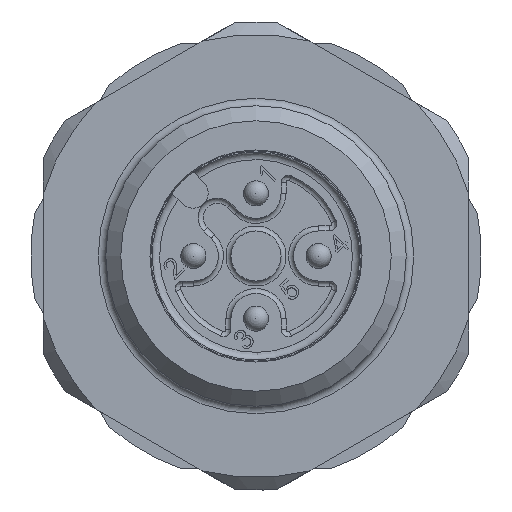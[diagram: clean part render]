
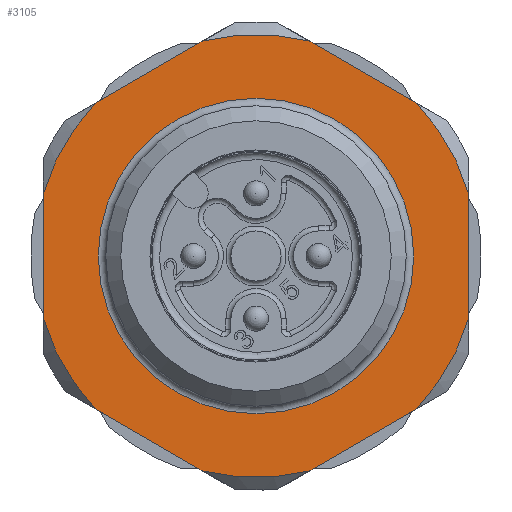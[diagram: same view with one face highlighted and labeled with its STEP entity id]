
A CAD part, front view. The second image highlights one B-rep face of the part: STEP entity #3105.
In plain terms, the highlighted planar face has unit normal (0, -1, 0).
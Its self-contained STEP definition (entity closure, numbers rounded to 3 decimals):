
#518=PLANE('',#3890);
#629=LINE('',#5337,#820);
#630=LINE('',#5338,#821);
#631=LINE('',#5339,#822);
#632=LINE('',#5340,#823);
#633=LINE('',#5341,#824);
#634=LINE('',#5342,#825);
#820=VECTOR('',#4316,1.);
#821=VECTOR('',#4317,1.);
#822=VECTOR('',#4318,1.);
#823=VECTOR('',#4319,1.);
#824=VECTOR('',#4320,1.);
#825=VECTOR('',#4321,1.);
#1039=EDGE_LOOP('',(#1403));
#1040=EDGE_LOOP('',(#1404,#1405,#1406,#1407,#1408,#1409,#1410,#1411,#1412,
#1413,#1414,#1415));
#1403=ORIENTED_EDGE('',*,*,#2427,.T.);
#1404=ORIENTED_EDGE('',*,*,#2410,.F.);
#1405=ORIENTED_EDGE('',*,*,#2428,.T.);
#1406=ORIENTED_EDGE('',*,*,#2412,.F.);
#1407=ORIENTED_EDGE('',*,*,#2429,.T.);
#1408=ORIENTED_EDGE('',*,*,#2425,.F.);
#1409=ORIENTED_EDGE('',*,*,#2430,.T.);
#1410=ORIENTED_EDGE('',*,*,#2422,.F.);
#1411=ORIENTED_EDGE('',*,*,#2431,.T.);
#1412=ORIENTED_EDGE('',*,*,#2419,.F.);
#1413=ORIENTED_EDGE('',*,*,#2432,.T.);
#1414=ORIENTED_EDGE('',*,*,#2416,.F.);
#1415=ORIENTED_EDGE('',*,*,#2433,.T.);
#2410=EDGE_CURVE('',#3519,#3520,#2909,.T.);
#2412=EDGE_CURVE('',#3521,#3522,#2910,.T.);
#2416=EDGE_CURVE('',#3523,#3524,#2911,.T.);
#2419=EDGE_CURVE('',#3525,#3526,#2912,.T.);
#2422=EDGE_CURVE('',#3527,#3528,#2913,.T.);
#2425=EDGE_CURVE('',#3529,#3530,#2914,.T.);
#2427=EDGE_CURVE('',#3531,#3531,#2915,.T.);
#2428=EDGE_CURVE('',#3519,#3522,#629,.T.);
#2429=EDGE_CURVE('',#3521,#3530,#630,.T.);
#2430=EDGE_CURVE('',#3529,#3528,#631,.T.);
#2431=EDGE_CURVE('',#3527,#3526,#632,.T.);
#2432=EDGE_CURVE('',#3525,#3524,#633,.T.);
#2433=EDGE_CURVE('',#3523,#3520,#634,.T.);
#2909=CIRCLE('',#3877,8.85);
#2910=CIRCLE('',#3879,8.85);
#2911=CIRCLE('',#3881,8.85);
#2912=CIRCLE('',#3883,8.85);
#2913=CIRCLE('',#3885,8.85);
#2914=CIRCLE('',#3887,8.85);
#2915=CIRCLE('',#3889,6.3);
#3105=ADVANCED_FACE('',(#3347,#3348),#518,.T.);
#3347=FACE_BOUND('',#1039,.T.);
#3348=FACE_BOUND('',#1040,.T.);
#3519=VERTEX_POINT('',#5267);
#3520=VERTEX_POINT('',#5269);
#3521=VERTEX_POINT('',#5276);
#3522=VERTEX_POINT('',#5277);
#3523=VERTEX_POINT('',#5291);
#3524=VERTEX_POINT('',#5293);
#3525=VERTEX_POINT('',#5303);
#3526=VERTEX_POINT('',#5305);
#3527=VERTEX_POINT('',#5315);
#3528=VERTEX_POINT('',#5317);
#3529=VERTEX_POINT('',#5327);
#3530=VERTEX_POINT('',#5329);
#3531=VERTEX_POINT('',#5336);
#3877=AXIS2_PLACEMENT_3D('',#5268,#4290,#4291);
#3879=AXIS2_PLACEMENT_3D('',#5275,#4294,#4295);
#3881=AXIS2_PLACEMENT_3D('',#5292,#4298,#4299);
#3883=AXIS2_PLACEMENT_3D('',#5304,#4302,#4303);
#3885=AXIS2_PLACEMENT_3D('',#5316,#4306,#4307);
#3887=AXIS2_PLACEMENT_3D('',#5328,#4310,#4311);
#3889=AXIS2_PLACEMENT_3D('',#5335,#4314,#4315);
#3890=AXIS2_PLACEMENT_3D('',#5343,#4322,#4323);
#4290=DIRECTION('',(0.,1.,0.));
#4291=DIRECTION('',(0.5,0.,-0.866));
#4294=DIRECTION('',(0.,1.,0.));
#4295=DIRECTION('',(0.5,0.,-0.866));
#4298=DIRECTION('',(0.,1.,0.));
#4299=DIRECTION('',(0.5,0.,-0.866));
#4302=DIRECTION('',(0.,1.,0.));
#4303=DIRECTION('',(0.5,0.,-0.866));
#4306=DIRECTION('',(0.,1.,0.));
#4307=DIRECTION('',(0.5,0.,-0.866));
#4310=DIRECTION('',(0.,1.,0.));
#4311=DIRECTION('',(0.5,0.,-0.866));
#4314=DIRECTION('',(0.,1.,0.));
#4315=DIRECTION('',(0.5,0.,-0.866));
#4316=DIRECTION('',(-0.866,0.,0.5));
#4317=DIRECTION('',(-0.866,0.,-0.5));
#4318=DIRECTION('',(0.,0.,-1.));
#4319=DIRECTION('',(0.866,0.,-0.5));
#4320=DIRECTION('',(0.866,0.,0.5));
#4321=DIRECTION('',(0.,0.,1.));
#4322=DIRECTION('',(0.,-1.,0.));
#4323=DIRECTION('',(-0.5,0.,0.866));
#5267=CARTESIAN_POINT('',(6.384,10.1,6.129));
#5268=CARTESIAN_POINT('',(0.,10.1,0.));
#5269=CARTESIAN_POINT('',(8.5,10.1,2.464));
#5275=CARTESIAN_POINT('',(0.,10.1,0.));
#5276=CARTESIAN_POINT('',(-2.116,10.1,8.593));
#5277=CARTESIAN_POINT('',(2.116,10.1,8.593));
#5291=CARTESIAN_POINT('',(8.5,10.1,-2.464));
#5292=CARTESIAN_POINT('',(0.,10.1,0.));
#5293=CARTESIAN_POINT('',(6.384,10.1,-6.129));
#5303=CARTESIAN_POINT('',(2.116,10.1,-8.593));
#5304=CARTESIAN_POINT('',(0.,10.1,0.));
#5305=CARTESIAN_POINT('',(-2.116,10.1,-8.593));
#5315=CARTESIAN_POINT('',(-6.384,10.1,-6.129));
#5316=CARTESIAN_POINT('',(0.,10.1,0.));
#5317=CARTESIAN_POINT('',(-8.5,10.1,-2.464));
#5327=CARTESIAN_POINT('',(-8.5,10.1,2.464));
#5328=CARTESIAN_POINT('',(0.,10.1,0.));
#5329=CARTESIAN_POINT('',(-6.384,10.1,6.129));
#5335=CARTESIAN_POINT('',(0.,10.1,0.));
#5336=CARTESIAN_POINT('',(3.15,10.1,-5.456));
#5337=CARTESIAN_POINT('',(0.418,10.1,9.574));
#5338=CARTESIAN_POINT('',(-11.914,10.1,2.936));
#5339=CARTESIAN_POINT('',(-8.5,10.1,-4.425));
#5340=CARTESIAN_POINT('',(-8.082,10.1,-5.149));
#5341=CARTESIAN_POINT('',(-3.414,10.1,-11.786));
#5342=CARTESIAN_POINT('',(8.5,10.1,-4.425));
#5343=CARTESIAN_POINT('',(-7.664,10.1,-4.425));
